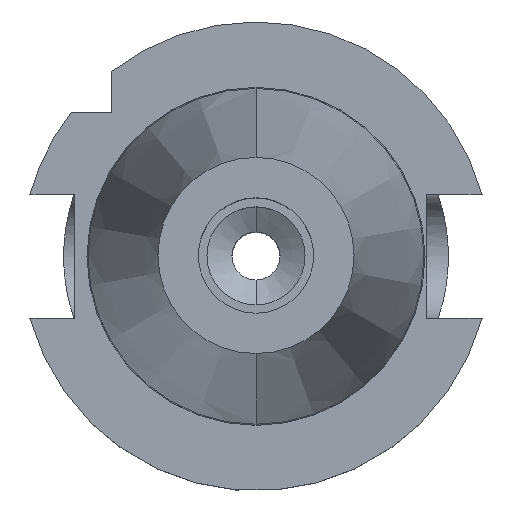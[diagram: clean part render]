
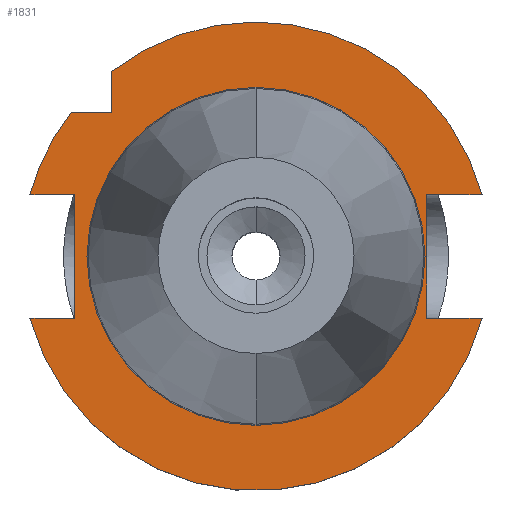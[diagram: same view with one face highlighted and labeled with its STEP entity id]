
A CAD part, top view. The second image highlights one B-rep face of the part: STEP entity #1831.
In plain terms, the highlighted planar face has unit normal (0, 0, 1).
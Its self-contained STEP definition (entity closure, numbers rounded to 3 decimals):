
#502=CARTESIAN_POINT('',(0.,0.,-3.2));
#503=DIRECTION('',(0.,0.,1.));
#504=DIRECTION('',(-0.965,-0.264,0.));
#505=AXIS2_PLACEMENT_3D('',#502,#503,#504);
#547=CARTESIAN_POINT('',(0.,0.,-3.2));
#548=DIRECTION('',(0.,0.,1.));
#549=DIRECTION('',(0.965,0.264,0.));
#550=AXIS2_PLACEMENT_3D('',#547,#548,#549);
#562=CARTESIAN_POINT('',(0.,0.,-3.2));
#563=DIRECTION('',(0.,0.,1.));
#564=DIRECTION('',(-0.788,0.615,0.));
#565=AXIS2_PLACEMENT_3D('',#562,#563,#564);
#585=DIRECTION('',(0.,-1.,0.));
#586=VECTOR('',#585,8.426);
#587=CARTESIAN_POINT('',(-30.,38.426,-3.2));
#588=LINE('',#587,#586);
#592=DIRECTION('',(-1.,0.,0.));
#593=VECTOR('',#592,11.526);
#594=CARTESIAN_POINT('',(47.026,12.85,-3.2));
#595=LINE('',#594,#593);
#599=DIRECTION('',(0.,1.,0.));
#600=VECTOR('',#599,25.7);
#601=CARTESIAN_POINT('',(35.5,-12.85,-3.2));
#602=LINE('',#601,#600);
#606=DIRECTION('',(-1.,0.,0.));
#607=VECTOR('',#606,11.526);
#608=CARTESIAN_POINT('',(47.026,-12.85,-3.2));
#609=LINE('',#608,#607);
#613=DIRECTION('',(1.,0.,0.));
#614=VECTOR('',#613,9.326);
#615=CARTESIAN_POINT('',(-47.026,-12.85,-3.2));
#616=LINE('',#615,#614);
#620=DIRECTION('',(0.,1.,0.));
#621=VECTOR('',#620,25.7);
#622=CARTESIAN_POINT('',(-37.7,-12.85,-3.2));
#623=LINE('',#622,#621);
#627=DIRECTION('',(1.,0.,0.));
#628=VECTOR('',#627,9.326);
#629=CARTESIAN_POINT('',(-47.026,12.85,-3.2));
#630=LINE('',#629,#628);
#634=DIRECTION('',(1.,0.,0.));
#635=VECTOR('',#634,8.426);
#636=CARTESIAN_POINT('',(-38.426,30.,-3.2));
#637=LINE('',#636,#635);
#655=CARTESIAN_POINT('',(0.,0.,-3.2));
#656=DIRECTION('',(0.,0.,1.));
#657=DIRECTION('',(0.,1.,0.));
#658=AXIS2_PLACEMENT_3D('',#655,#656,#657);
#663=CARTESIAN_POINT('',(0.,0.,-3.2));
#664=DIRECTION('',(0.,0.,-1.));
#665=DIRECTION('',(0.,1.,0.));
#666=AXIS2_PLACEMENT_3D('',#663,#664,#665);
#1216=CARTESIAN_POINT('',(0.,35.034,-3.2));
#1218=VERTEX_POINT('',#1216);
#1226=CARTESIAN_POINT('',(0.,-35.034,-3.2));
#1228=VERTEX_POINT('',#1226);
#1252=CARTESIAN_POINT('',(47.026,12.85,-3.2));
#1253=VERTEX_POINT('',#1252);
#1254=CARTESIAN_POINT('',(47.026,-12.85,-3.2));
#1255=VERTEX_POINT('',#1254);
#1256=CARTESIAN_POINT('',(35.5,-12.85,-3.2));
#1257=CARTESIAN_POINT('',(35.5,12.85,-3.2));
#1258=VERTEX_POINT('',#1256);
#1259=VERTEX_POINT('',#1257);
#1298=CARTESIAN_POINT('',(-47.026,12.85,-3.2));
#1299=VERTEX_POINT('',#1298);
#1300=CARTESIAN_POINT('',(-47.026,-12.85,-3.2));
#1301=VERTEX_POINT('',#1300);
#1302=CARTESIAN_POINT('',(-37.7,-12.85,-3.2));
#1303=CARTESIAN_POINT('',(-37.7,12.85,-3.2));
#1304=VERTEX_POINT('',#1302);
#1305=VERTEX_POINT('',#1303);
#1330=CARTESIAN_POINT('',(-30.,38.426,-3.2));
#1331=VERTEX_POINT('',#1330);
#1332=CARTESIAN_POINT('',(-38.426,30.,-3.2));
#1333=VERTEX_POINT('',#1332);
#1334=CARTESIAN_POINT('',(-30.,30.,-3.2));
#1335=VERTEX_POINT('',#1334);
#1801=CARTESIAN_POINT('',(0.,0.,-3.2));
#1802=DIRECTION('',(0.,0.,-1.));
#1803=DIRECTION('',(0.,-1.,0.));
#1804=AXIS2_PLACEMENT_3D('',#1801,#1802,#1803);
#1805=PLANE('',#1804);
#1807=ORIENTED_EDGE('',*,*,#1806,.F.);
#1808=ORIENTED_EDGE('',*,*,#1782,.F.);
#1810=ORIENTED_EDGE('',*,*,#1809,.T.);
#1812=ORIENTED_EDGE('',*,*,#1811,.F.);
#1814=ORIENTED_EDGE('',*,*,#1813,.F.);
#1815=ORIENTED_EDGE('',*,*,#1764,.F.);
#1816=ORIENTED_EDGE('',*,*,#1434,.T.);
#1818=ORIENTED_EDGE('',*,*,#1817,.T.);
#1819=ORIENTED_EDGE('',*,*,#1492,.F.);
#1820=ORIENTED_EDGE('',*,*,#1794,.F.);
#1822=ORIENTED_EDGE('',*,*,#1821,.T.);
#1823=EDGE_LOOP('',(#1807,#1808,#1810,#1812,#1814,#1815,#1816,#1818,#1819,#1820,
#1822));
#1824=FACE_OUTER_BOUND('',#1823,.F.);
#1826=ORIENTED_EDGE('',*,*,#1825,.T.);
#1828=ORIENTED_EDGE('',*,*,#1827,.F.);
#1829=EDGE_LOOP('',(#1826,#1828));
#1830=FACE_BOUND('',#1829,.F.);
#506=CIRCLE('',#505,48.75);
#551=CIRCLE('',#550,48.75);
#566=CIRCLE('',#565,48.75);
#659=CIRCLE('',#658,35.034);
#667=CIRCLE('',#666,35.034);
#1434=EDGE_CURVE('',#1301,#1304,#616,.T.);
#1492=EDGE_CURVE('',#1299,#1305,#630,.T.);
#1764=EDGE_CURVE('',#1301,#1255,#506,.T.);
#1782=EDGE_CURVE('',#1253,#1331,#551,.T.);
#1794=EDGE_CURVE('',#1333,#1299,#566,.T.);
#1806=EDGE_CURVE('',#1331,#1335,#588,.T.);
#1809=EDGE_CURVE('',#1253,#1259,#595,.T.);
#1811=EDGE_CURVE('',#1258,#1259,#602,.T.);
#1813=EDGE_CURVE('',#1255,#1258,#609,.T.);
#1817=EDGE_CURVE('',#1304,#1305,#623,.T.);
#1821=EDGE_CURVE('',#1333,#1335,#637,.T.);
#1825=EDGE_CURVE('',#1218,#1228,#659,.T.);
#1827=EDGE_CURVE('',#1218,#1228,#667,.T.);
#1831=ADVANCED_FACE('',(#1824,#1830),#1805,.F.);
